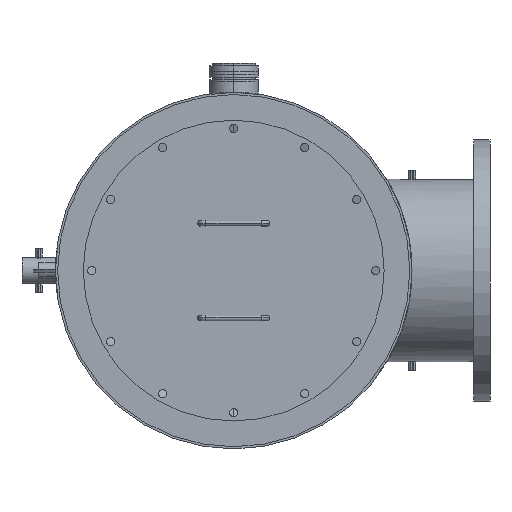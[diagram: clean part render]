
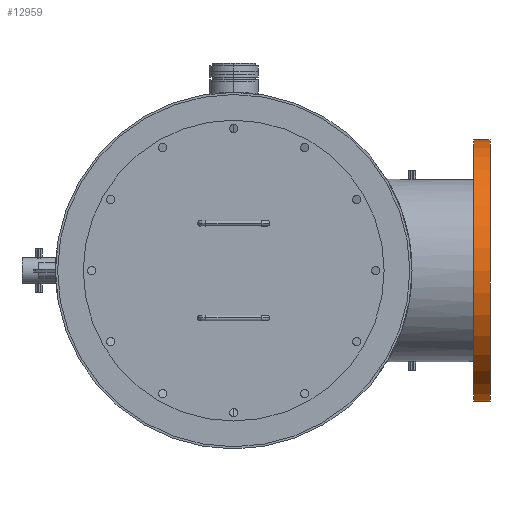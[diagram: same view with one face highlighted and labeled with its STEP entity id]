
A CAD part, left-side view. The second image highlights one B-rep face of the part: STEP entity #12959.
In plain terms, the highlighted cylindrical face has radius 298.45 mm (diameter 596.9 mm), a partial arc.
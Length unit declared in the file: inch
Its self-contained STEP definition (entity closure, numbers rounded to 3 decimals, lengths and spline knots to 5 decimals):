
#30 = CARTESIAN_POINT ( 'NONE',  ( 20.66, -21.56, 11.75 ) ) ;
#252 = AXIS2_PLACEMENT_3D ( 'NONE', #13313, #8117, #10216 ) ;
#269 = DIRECTION ( 'NONE',  ( 0., 0., -1. ) ) ;
#468 = VERTEX_POINT ( 'NONE', #12513 ) ;
#864 = CARTESIAN_POINT ( 'NONE',  ( 20.66, -21.56, 0. ) ) ;
#1984 = EDGE_CURVE ( 'NONE', #8057, #12858, #9869, .T. ) ;
#2336 = CARTESIAN_POINT ( 'NONE',  ( 20.66, -23., 11.75 ) ) ;
#2379 = EDGE_CURVE ( 'NONE', #468, #12858, #7742, .T. ) ;
#2668 = CARTESIAN_POINT ( 'NONE',  ( 20.66, -21.56, 11.75 ) ) ;
#2841 = CYLINDRICAL_SURFACE ( 'NONE', #6301, 11.75 ) ;
#3397 = CARTESIAN_POINT ( 'NONE',  ( 20.66, -21.56, 0. ) ) ;
#3609 = ORIENTED_EDGE ( 'NONE', *, *, #1984, .F. ) ;
#4073 = ORIENTED_EDGE ( 'NONE', *, *, #2379, .T. ) ;
#4544 = VECTOR ( 'NONE', #10079, 39.37008 ) ;
#4556 = AXIS2_PLACEMENT_3D ( 'NONE', #864, #5001, #8133 ) ;
#4739 = CARTESIAN_POINT ( 'NONE',  ( 20.66, -21.56, -11.75 ) ) ;
#5001 = DIRECTION ( 'NONE',  ( 0., -1., 0. ) ) ;
#5513 = DIRECTION ( 'NONE',  ( 0., -1., 0. ) ) ;
#5724 = EDGE_LOOP ( 'NONE', ( #5874, #9033, #4073, #3609 ) ) ;
#5874 = ORIENTED_EDGE ( 'NONE', *, *, #6952, .F. ) ;
#5968 = VERTEX_POINT ( 'NONE', #30 ) ;
#6138 = CIRCLE ( 'NONE', #4556, 11.75 ) ;
#6301 = AXIS2_PLACEMENT_3D ( 'NONE', #3397, #5513, #269 ) ;
#6952 = EDGE_CURVE ( 'NONE', #5968, #8057, #10342, .T. ) ;
#7742 = LINE ( 'NONE', #4739, #13122 ) ;
#7963 = DIRECTION ( 'NONE',  ( 0., -1., 0. ) ) ;
#8057 = VERTEX_POINT ( 'NONE', #2336 ) ;
#8117 = DIRECTION ( 'NONE',  ( 0., -1., 0. ) ) ;
#8133 = DIRECTION ( 'NONE',  ( 0., 0., -1. ) ) ;
#8438 = EDGE_CURVE ( 'NONE', #5968, #468, #6138, .T. ) ;
#8487 = CARTESIAN_POINT ( 'NONE',  ( 20.66, -23., -11.75 ) ) ;
#9033 = ORIENTED_EDGE ( 'NONE', *, *, #8438, .T. ) ;
#9173 = FACE_OUTER_BOUND ( 'NONE', #5724, .T. ) ;
#9869 = CIRCLE ( 'NONE', #252, 11.75 ) ;
#10079 = DIRECTION ( 'NONE',  ( 0., -1., 0. ) ) ;
#10216 = DIRECTION ( 'NONE',  ( 0., 0., -1. ) ) ;
#10342 = LINE ( 'NONE', #2668, #4544 ) ;
#12513 = CARTESIAN_POINT ( 'NONE',  ( 20.66, -21.56, -11.75 ) ) ;
#12858 = VERTEX_POINT ( 'NONE', #8487 ) ;
#12959 = ADVANCED_FACE ( 'NONE', ( #9173 ), #2841, .T. ) ;
#13122 = VECTOR ( 'NONE', #7963, 39.37008 ) ;
#13313 = CARTESIAN_POINT ( 'NONE',  ( 20.66, -23., 0. ) ) ;
